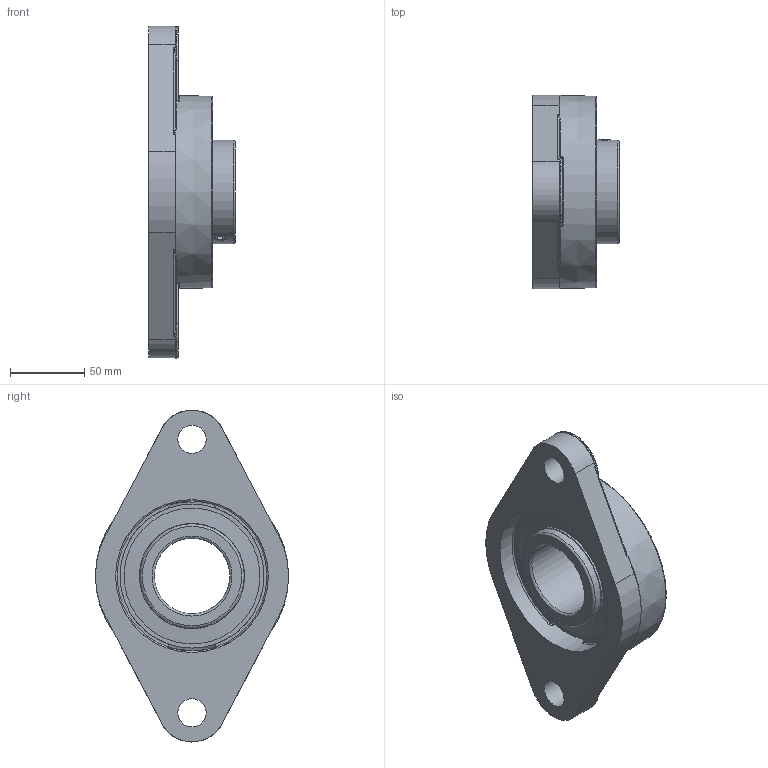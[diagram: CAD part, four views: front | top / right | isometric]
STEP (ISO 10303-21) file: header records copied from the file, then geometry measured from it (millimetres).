
FILE_DESCRIPTION(/* description */ ('Alibre Inc.'),/* implementation_level */ '2;1');
FILE_NAME(/* name */ 'export-ADE11E5B-B590-455F-86DB-09006E08B174',/* time_stamp */ '2020-05-29T09:38:43-07:00',/* author */ (''),/* organization */ (''),/* preprocessor_version */ 'ST-DEVELOPER v17',/* originating_system */ 'Alibre',/* authorisation */ '');
FILE_SCHEMA (('CONFIG_CONTROL_DESIGN'));
Length unit declared in the file: inch
Bounding box: 58.4 x 130 x 223.32 mm (x, y, z)
Volume: 465948.6 mm3; surface area: 119532.5 mm2
Topology: 17 solids, 17 shells, 173 faces, 415 edges, 250 vertices
Faces by surface type: plane 54, cylinder 50, torus 23, sphere 21, bspline 16, cone 9
Full cylindrical faces by diameter (mm): 8.382 x4, 19 x2, 50.8 x1, 69.85 x4, 70.866 x2, 88.9 x2, 91.44 x2, 100.825 x1, 102.825 x1, 110.1 x1
Entity records: 7933 total; most frequent: CARTESIAN_POINT 4125, DIRECTION 590, ORIENTED_EDGE 586, EDGE_CURVE 293, AXIS2_PLACEMENT_3D 282, FACE_BOUND 206, VERTEX_POINT 203, EDGE_LOOP 196
